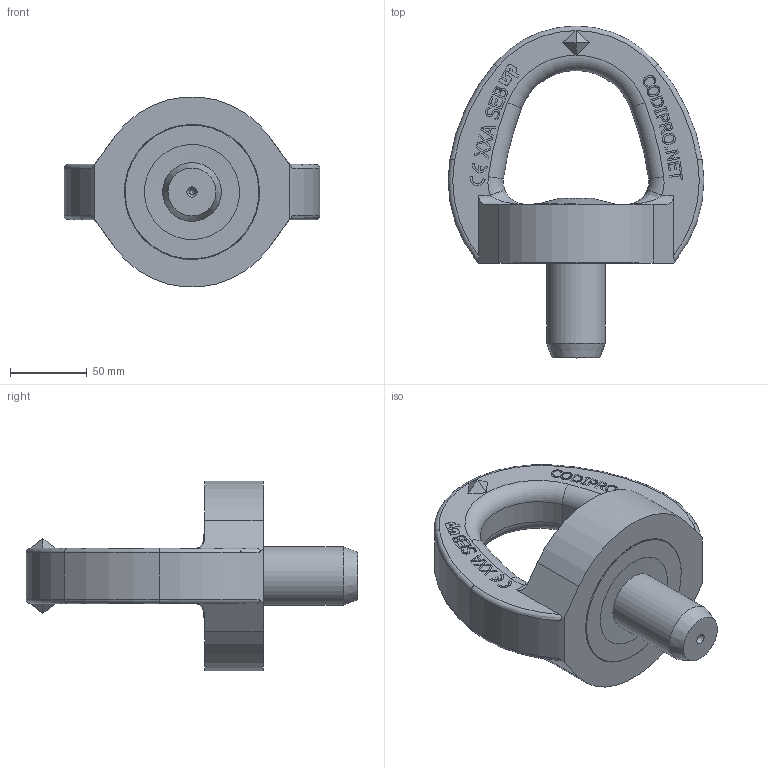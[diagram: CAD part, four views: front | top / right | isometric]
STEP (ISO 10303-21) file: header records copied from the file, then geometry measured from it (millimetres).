
FILE_DESCRIPTION(/* description */ (''),/* implementation_level */ '2;1');
FILE_NAME(/* name */ 'SEB U150 UP.stp',/* time_stamp */ '2017-09-21T16:24:16+02:00',/* author */ ('rklenes'),/* organization */ (''),/* preprocessor_version */ 'ST-DEVELOPER v16.5',/* originating_system */ 'Autodesk Inventor 2017',/* authorisation */ '');
FILE_SCHEMA (('AUTOMOTIVE_DESIGN { 1 0 10303 214 3 1 1 }'));
Length unit declared in the file: millimetre
Products named in the file (4): SEB U150 UP; SEM_4bis2; SEE_U11-2A; SEA_U1-12X90_UP
Assembly tree (3 placements, depth 2):
  SEB U150 UP
    SEM_4bis2
    SEE_U11-2A
    SEA_U1-12X90_UP
Bounding box: 166.71 x 216.3 x 123.54 mm (x, y, z)
Volume: 877112.3 mm3; surface area: 115022.1 mm2
Topology: 3 solids, 3 shells, 804 faces, 2121 edges, 1389 vertices
Faces by surface type: plane 420, bspline 256, cone 62, cylinder 42, torus 24
Full cylindrical faces by diameter (mm): 3.15 x1, 38.1 x3, 38.2 x1, 38.3 x1, 56 x3, 68 x2, 88 x2
Entity records: 28485 total; most frequent: CARTESIAN_POINT 10414, ORIENTED_EDGE 4156, DIRECTION 2856, EDGE_CURVE 2078, VERTEX_POINT 1384, LINE 1142, VECTOR 1142, EDGE_LOOP 914
